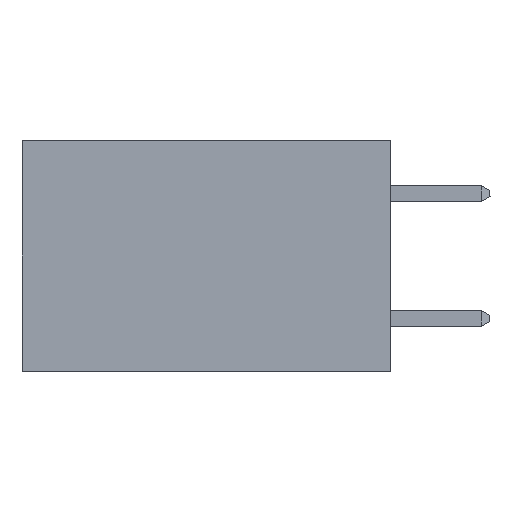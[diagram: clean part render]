
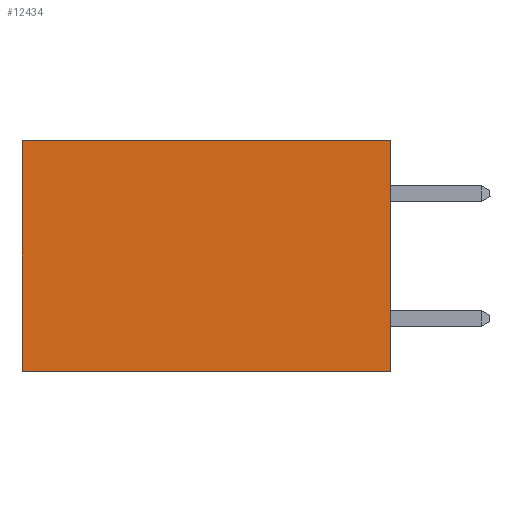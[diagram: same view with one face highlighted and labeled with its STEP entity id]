
A CAD part, left-side view. The second image highlights one B-rep face of the part: STEP entity #12434.
In plain terms, the highlighted planar face has unit normal (-1, 0, 0).
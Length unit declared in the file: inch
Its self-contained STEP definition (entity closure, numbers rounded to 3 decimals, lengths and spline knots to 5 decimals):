
#117 = VECTOR ( 'NONE', #15579, 39.37008 ) ;
#316 = DIRECTION ( 'NONE',  ( 1., 0., 0. ) ) ;
#429 = CARTESIAN_POINT ( 'NONE',  ( 0.277, 0., 0. ) ) ;
#1928 = CARTESIAN_POINT ( 'NONE',  ( 0.277, 0., -0.37 ) ) ;
#3641 = VECTOR ( 'NONE', #14850, 39.37008 ) ;
#3801 = EDGE_CURVE ( 'NONE', #5984, #7437, #7538, .T. ) ;
#4285 = VECTOR ( 'NONE', #8549, 39.37008 ) ;
#4876 = ORIENTED_EDGE ( 'NONE', *, *, #10471, .T. ) ;
#5020 = FACE_OUTER_BOUND ( 'NONE', #5319, .T. ) ;
#5319 = EDGE_LOOP ( 'NONE', ( #4876, #11631, #9141, #12424 ) ) ;
#5984 = VERTEX_POINT ( 'NONE', #429 ) ;
#7363 = LINE ( 'NONE', #13992, #9926 ) ;
#7437 = VERTEX_POINT ( 'NONE', #8590 ) ;
#7538 = LINE ( 'NONE', #14837, #3641 ) ;
#7657 = VERTEX_POINT ( 'NONE', #8913 ) ;
#7746 = VERTEX_POINT ( 'NONE', #9017 ) ;
#7747 = LINE ( 'NONE', #1928, #4285 ) ;
#8549 = DIRECTION ( 'NONE',  ( 0., 0., -1. ) ) ;
#8590 = CARTESIAN_POINT ( 'NONE',  ( 0.277, 0.59, 0. ) ) ;
#8913 = CARTESIAN_POINT ( 'NONE',  ( 0.277, 0.59, -0.37 ) ) ;
#9017 = CARTESIAN_POINT ( 'NONE',  ( 0.277, 0., -0.37 ) ) ;
#9107 = DIRECTION ( 'NONE',  ( 0., 1., 0. ) ) ;
#9141 = ORIENTED_EDGE ( 'NONE', *, *, #10650, .F. ) ;
#9243 = AXIS2_PLACEMENT_3D ( 'NONE', #9429, #316, #9483 ) ;
#9429 = CARTESIAN_POINT ( 'NONE',  ( 0.277, 0., -0.37 ) ) ;
#9483 = DIRECTION ( 'NONE',  ( 0., 0., -1. ) ) ;
#9926 = VECTOR ( 'NONE', #9107, 39.37008 ) ;
#10217 = EDGE_CURVE ( 'NONE', #7746, #7657, #7363, .T. ) ;
#10471 = EDGE_CURVE ( 'NONE', #7437, #7657, #13020, .T. ) ;
#10650 = EDGE_CURVE ( 'NONE', #5984, #7746, #7747, .T. ) ;
#11631 = ORIENTED_EDGE ( 'NONE', *, *, #10217, .F. ) ;
#12424 = ORIENTED_EDGE ( 'NONE', *, *, #3801, .T. ) ;
#12434 = ADVANCED_FACE ( 'NONE', ( #5020 ), #14363, .F. ) ;
#13020 = LINE ( 'NONE', #15528, #117 ) ;
#13992 = CARTESIAN_POINT ( 'NONE',  ( 0.277, 0., -0.37 ) ) ;
#14363 = PLANE ( 'NONE',  #9243 ) ;
#14837 = CARTESIAN_POINT ( 'NONE',  ( 0.277, 0., 0. ) ) ;
#14850 = DIRECTION ( 'NONE',  ( 0., 1., 0. ) ) ;
#15528 = CARTESIAN_POINT ( 'NONE',  ( 0.277, 0.59, -0.37 ) ) ;
#15579 = DIRECTION ( 'NONE',  ( 0., 0., -1. ) ) ;
